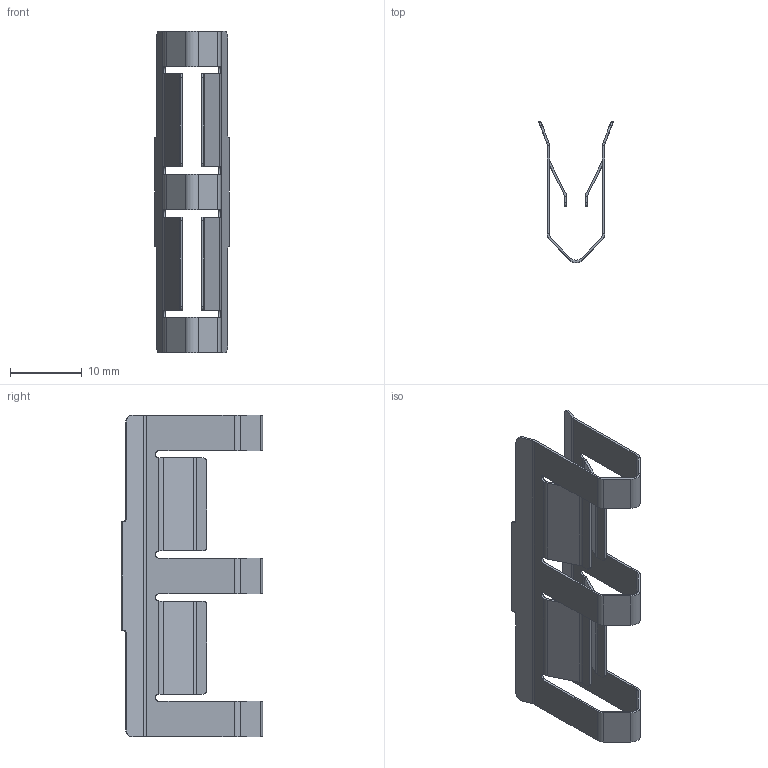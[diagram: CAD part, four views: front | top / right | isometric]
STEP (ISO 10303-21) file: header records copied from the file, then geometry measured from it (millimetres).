
FILE_DESCRIPTION(/* description */ (''),/* implementation_level */ '2;1');
FILE_NAME(/* name */ '13139_KriTec_Klemmfeder_fuer_Schutzgitterprofil_30x30_L=45mm_rostfreier_Federstahl.stp',/* time_stamp */ '2014-05-14T10:29:49+02:00',/* author */ ('kostic'),/* organization */ (''),/* preprocessor_version */ 'ST-DEVELOPER v15.2',/* originating_system */ 'Autodesk Inventor 2014',/* authorisation */ '');
FILE_SCHEMA (('AUTOMOTIVE_DESIGN { 1 0 10303 214 3 1 1 }'));
Length unit declared in the file: millimetre
Products named in the file (1): 13139_KriTec_Klemmfeder_fuer_Schutzgitterprofil_30x30_L=45mm_rostfrei
er_Federstahl
Bounding box: 10.4 x 19.76 x 45 mm (x, y, z)
Volume: 391 mm3; surface area: 2733.6 mm2
Topology: 1 solids, 1 shells, 170 faces, 412 edges, 240 vertices
Faces by surface type: plane 108, cylinder 62
Entity records: 4882 total; most frequent: DIRECTION 878, ORIENTED_EDGE 824, CARTESIAN_POINT 823, EDGE_CURVE 412, AXIS2_PLACEMENT_3D 295, LINE 288, VECTOR 288, VERTEX_POINT 240
